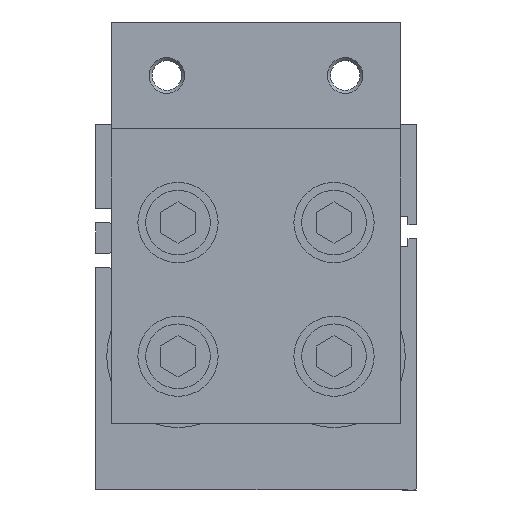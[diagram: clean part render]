
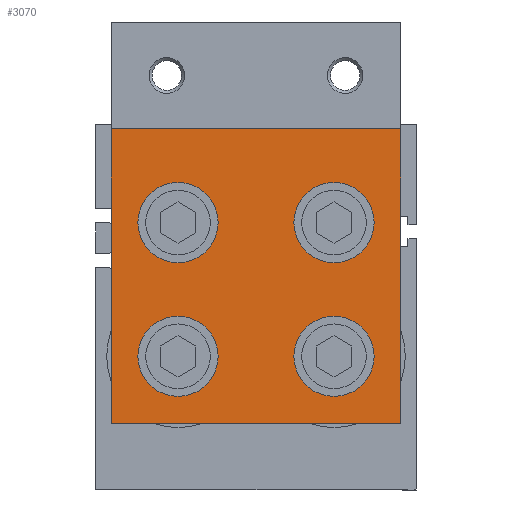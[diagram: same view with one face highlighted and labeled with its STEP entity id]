
A CAD part, front view. The second image highlights one B-rep face of the part: STEP entity #3070.
In plain terms, the highlighted face is planar.
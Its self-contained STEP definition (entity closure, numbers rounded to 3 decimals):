
#367=PLANE('',#3347);
#500=CIRCLE('',#3313,9.);
#502=CIRCLE('',#3317,9.);
#504=CIRCLE('',#3321,9.);
#506=CIRCLE('',#3325,9.);
#747=VERTEX_POINT('',#3988);
#749=VERTEX_POINT('',#3995);
#751=VERTEX_POINT('',#4002);
#753=VERTEX_POINT('',#4009);
#766=VERTEX_POINT('',#4045);
#767=VERTEX_POINT('',#4046);
#772=VERTEX_POINT('',#4058);
#773=VERTEX_POINT('',#4059);
#973=VECTOR('',#4792,1.);
#979=VECTOR('',#4799,1.);
#985=VECTOR('',#4806,1.);
#992=VECTOR('',#4817,1.);
#1213=LINE('',#4044,#973);
#1219=LINE('',#4057,#979);
#1225=LINE('',#4070,#985);
#1232=LINE('',#4081,#992);
#1593=EDGE_CURVE('',#747,#747,#500,.T.);
#1596=EDGE_CURVE('',#749,#749,#502,.T.);
#1599=EDGE_CURVE('',#751,#751,#504,.T.);
#1602=EDGE_CURVE('',#753,#753,#506,.T.);
#1621=EDGE_CURVE('',#766,#767,#1213,.T.);
#1627=EDGE_CURVE('',#772,#773,#1219,.T.);
#1633=EDGE_CURVE('',#766,#772,#1225,.T.);
#1640=EDGE_CURVE('',#767,#773,#1232,.T.);
#2363=ORIENTED_EDGE('',*,*,#1593,.T.);
#2364=ORIENTED_EDGE('',*,*,#1596,.T.);
#2365=ORIENTED_EDGE('',*,*,#1599,.T.);
#2366=ORIENTED_EDGE('',*,*,#1602,.T.);
#2367=ORIENTED_EDGE('',*,*,#1627,.T.);
#2368=ORIENTED_EDGE('',*,*,#1640,.F.);
#2369=ORIENTED_EDGE('',*,*,#1621,.F.);
#2370=ORIENTED_EDGE('',*,*,#1633,.T.);
#2688=EDGE_LOOP('',(#2363));
#2689=EDGE_LOOP('',(#2364));
#2690=EDGE_LOOP('',(#2365));
#2691=EDGE_LOOP('',(#2366));
#2692=EDGE_LOOP('',(#2367,#2368,#2369,#2370));
#2902=FACE_BOUND('',#2688,.T.);
#2903=FACE_BOUND('',#2689,.T.);
#2904=FACE_BOUND('',#2690,.T.);
#2905=FACE_BOUND('',#2691,.T.);
#2906=FACE_BOUND('',#2692,.T.);
#3070=ADVANCED_FACE('',(#2902,#2903,#2904,#2905,#2906),#367,.F.);
#3313=AXIS2_PLACEMENT_3D('',#3989,#4731,#4732);
#3317=AXIS2_PLACEMENT_3D('',#3996,#4739,#4740);
#3321=AXIS2_PLACEMENT_3D('',#4003,#4747,#4748);
#3325=AXIS2_PLACEMENT_3D('',#4010,#4755,#4756);
#3347=AXIS2_PLACEMENT_3D('',#4082,#4818,$);
#3988=CARTESIAN_POINT('',(-25.,-30.,-26.5));
#3989=CARTESIAN_POINT('',(-25.,-30.,-17.5));
#3995=CARTESIAN_POINT('',(-25.,-30.,8.5));
#3996=CARTESIAN_POINT('',(-25.,-30.,17.5));
#4002=CARTESIAN_POINT('',(-25.,0.,8.5));
#4003=CARTESIAN_POINT('',(-25.,0.,17.5));
#4009=CARTESIAN_POINT('',(-25.,0.,-26.5));
#4010=CARTESIAN_POINT('',(-25.,0.,-17.5));
#4044=CARTESIAN_POINT('',(-25.,21.,32.5));
#4045=CARTESIAN_POINT('',(-25.,21.,32.5));
#4046=CARTESIAN_POINT('',(-25.,-45.,32.5));
#4057=CARTESIAN_POINT('',(-25.,21.,-32.5));
#4058=CARTESIAN_POINT('',(-25.,21.,-32.5));
#4059=CARTESIAN_POINT('',(-25.,-45.,-32.5));
#4070=CARTESIAN_POINT('',(-25.,21.,32.5));
#4081=CARTESIAN_POINT('',(-25.,-45.,32.5));
#4082=CARTESIAN_POINT('',(-25.,21.,32.5));
#4731=DIRECTION('',(1.,0.,0.));
#4732=DIRECTION('',(0.,0.,-9.));
#4739=DIRECTION('',(1.,0.,0.));
#4740=DIRECTION('',(0.,0.,-9.));
#4747=DIRECTION('',(1.,0.,0.));
#4748=DIRECTION('',(0.,0.,-9.));
#4755=DIRECTION('',(1.,0.,0.));
#4756=DIRECTION('',(0.,0.,-9.));
#4792=DIRECTION('',(0.,-1.,0.));
#4799=DIRECTION('',(0.,-1.,0.));
#4806=DIRECTION('',(0.,0.,-1.));
#4817=DIRECTION('',(0.,0.,-1.));
#4818=DIRECTION('',(1.,0.,0.));
